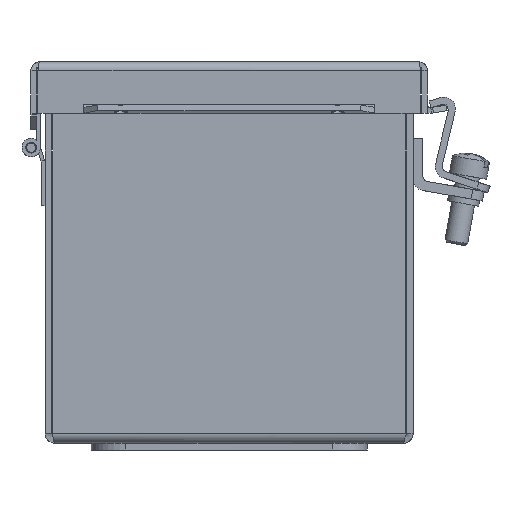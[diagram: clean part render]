
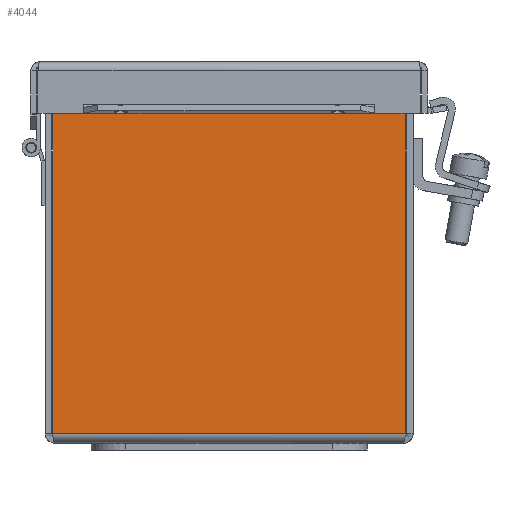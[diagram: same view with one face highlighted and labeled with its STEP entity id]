
A CAD part, front view. The second image highlights one B-rep face of the part: STEP entity #4044.
In plain terms, the highlighted planar face has unit normal (0, -1, 0).
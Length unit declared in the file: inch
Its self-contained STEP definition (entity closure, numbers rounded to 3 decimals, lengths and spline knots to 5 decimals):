
#3309=CARTESIAN_POINT('',(0.08107,0.,3.89475));
#3310=VERTEX_POINT('',#3309);
#3324=CARTESIAN_POINT('',(3.91893,0.,3.89475));
#3325=VERTEX_POINT('',#3324);
#3326=CARTESIAN_POINT('',(3.91893,0.,3.89475));
#3327=DIRECTION('',(-1.0,0.0,0.0));
#3328=VECTOR('',#3327,3.83786);
#3329=LINE('',#3326,#3328);
#3330=EDGE_CURVE('',#3325,#3310,#3329,.T.);
#4014=CARTESIAN_POINT('',(2.,0.,2.00797));
#4015=DIRECTION('',(0.0,1.0,0.0));
#4016=DIRECTION('',(1.0,0.0,0.0));
#4017=AXIS2_PLACEMENT_3D('',#4014,#4015,#4016);
#4018=PLANE('',#4017);
#4019=ORIENTED_EDGE('',*,*,#3330,.T.);
#4020=CARTESIAN_POINT('',(0.08107,0.,0.10525));
#4021=VERTEX_POINT('',#4020);
#4022=CARTESIAN_POINT('',(0.08107,0.,0.10525));
#4023=DIRECTION('',(0.0,0.0,1.0));
#4024=VECTOR('',#4023,3.7895);
#4025=LINE('',#4022,#4024);
#4026=EDGE_CURVE('',#4021,#3310,#4025,.T.);
#4027=ORIENTED_EDGE('',*,*,#4026,.F.);
#4028=CARTESIAN_POINT('',(3.91893,0.,0.10525));
#4029=VERTEX_POINT('',#4028);
#4030=CARTESIAN_POINT('',(0.08107,0.,0.10525));
#4031=DIRECTION('',(1.0,0.0,0.0));
#4032=VECTOR('',#4031,3.83786);
#4033=LINE('',#4030,#4032);
#4034=EDGE_CURVE('',#4021,#4029,#4033,.T.);
#4035=ORIENTED_EDGE('',*,*,#4034,.T.);
#4036=CARTESIAN_POINT('',(3.91893,0.,3.89475));
#4037=DIRECTION('',(0.0,0.0,-1.0));
#4038=VECTOR('',#4037,3.7895);
#4039=LINE('',#4036,#4038);
#4040=EDGE_CURVE('',#3325,#4029,#4039,.T.);
#4041=ORIENTED_EDGE('',*,*,#4040,.F.);
#4042=EDGE_LOOP('',(#4019,#4027,#4035,#4041));
#4043=FACE_OUTER_BOUND('',#4042,.T.);
#4044=ADVANCED_FACE('',(#4043),#4018,.F.);
